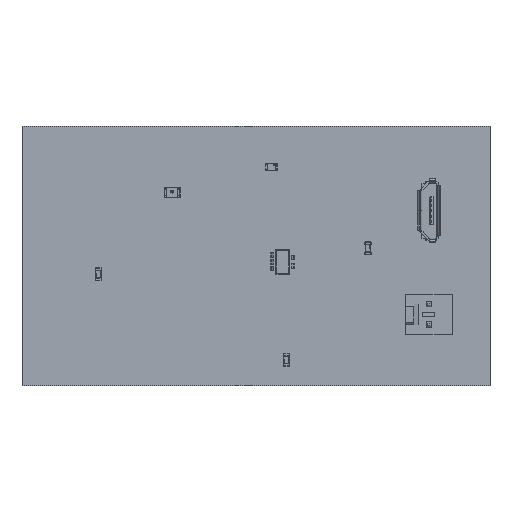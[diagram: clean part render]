
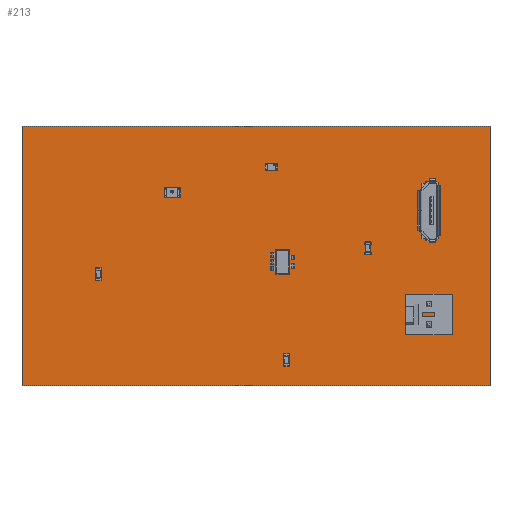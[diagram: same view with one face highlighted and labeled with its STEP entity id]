
A CAD part, top view. The second image highlights one B-rep face of the part: STEP entity #213.
In plain terms, the highlighted planar face has unit normal (0, 0, 1).
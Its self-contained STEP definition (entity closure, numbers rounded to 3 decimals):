
#84 = VERTEX_POINT('',#85);
#85 = CARTESIAN_POINT('',(55.88,79.375,0.411));
#91 = EDGE_CURVE('',#84,#92,#94,.T.);
#92 = VERTEX_POINT('',#93);
#93 = CARTESIAN_POINT('',(114.3,79.375,0.411));
#94 = LINE('',#95,#96);
#95 = CARTESIAN_POINT('',(55.88,79.375,0.411));
#96 = VECTOR('',#97,1.);
#97 = DIRECTION('',(1.,0.,0.));
#122 = EDGE_CURVE('',#92,#123,#125,.T.);
#123 = VERTEX_POINT('',#124);
#124 = CARTESIAN_POINT('',(114.3,111.76,0.411));
#125 = LINE('',#126,#127);
#126 = CARTESIAN_POINT('',(114.3,79.375,0.411));
#127 = VECTOR('',#128,1.);
#128 = DIRECTION('',(0.,1.,0.));
#153 = EDGE_CURVE('',#123,#154,#156,.T.);
#154 = VERTEX_POINT('',#155);
#155 = CARTESIAN_POINT('',(55.88,111.76,0.411));
#156 = LINE('',#157,#158);
#157 = CARTESIAN_POINT('',(114.3,111.76,0.411));
#158 = VECTOR('',#159,1.);
#159 = DIRECTION('',(-1.,0.,0.));
#184 = EDGE_CURVE('',#154,#84,#185,.T.);
#185 = LINE('',#186,#187);
#186 = CARTESIAN_POINT('',(55.88,111.76,0.411));
#187 = VECTOR('',#188,1.);
#188 = DIRECTION('',(0.,-1.,0.));
#213 = ADVANCED_FACE('',(#214),#220,.F.);
#214 = FACE_BOUND('',#215,.T.);
#215 = EDGE_LOOP('',(#216,#217,#218,#219));
#216 = ORIENTED_EDGE('',*,*,#91,.T.);
#217 = ORIENTED_EDGE('',*,*,#122,.T.);
#218 = ORIENTED_EDGE('',*,*,#153,.T.);
#219 = ORIENTED_EDGE('',*,*,#184,.T.);
#220 = PLANE('',#221);
#221 = AXIS2_PLACEMENT_3D('',#222,#223,#224);
#222 = CARTESIAN_POINT('',(55.88,79.375,0.411));
#223 = DIRECTION('',(0.,0.,-1.));
#224 = DIRECTION('',(-1.,0.,0.));
